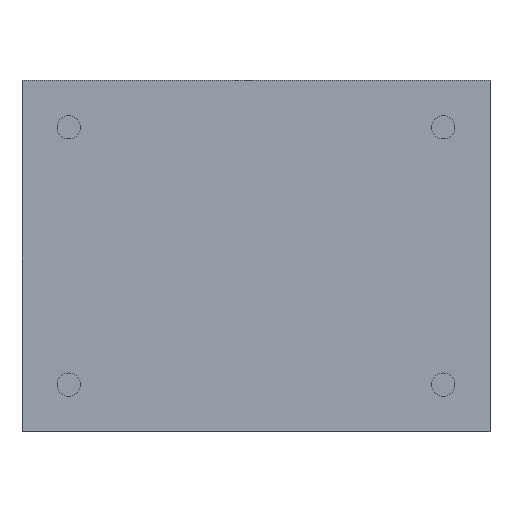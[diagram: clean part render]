
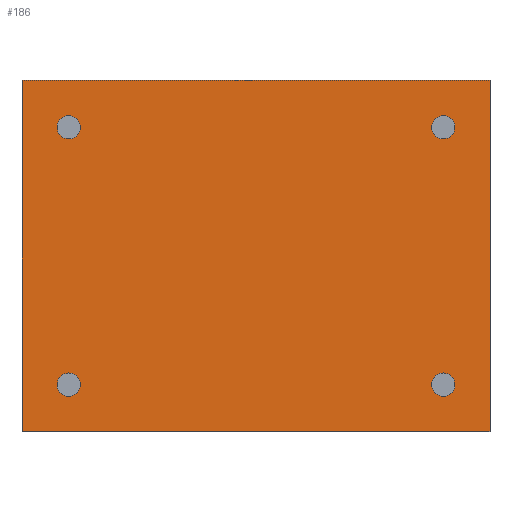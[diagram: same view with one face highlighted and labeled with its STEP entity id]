
A CAD part, top view. The second image highlights one B-rep face of the part: STEP entity #186.
In plain terms, the highlighted planar face has unit normal (0, 0, 1).
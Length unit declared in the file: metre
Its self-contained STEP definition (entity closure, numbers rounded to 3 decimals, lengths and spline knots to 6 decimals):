
#24=LINE('',#301,#36);
#25=LINE('',#304,#37);
#26=LINE('',#306,#38);
#27=LINE('',#308,#39);
#36=VECTOR('',#245,1.);
#37=VECTOR('',#246,1.);
#38=VECTOR('',#247,1.);
#39=VECTOR('',#248,1.);
#48=ORIENTED_EDGE('',*,*,#88,.T.);
#49=ORIENTED_EDGE('',*,*,#89,.F.);
#50=ORIENTED_EDGE('',*,*,#90,.F.);
#51=ORIENTED_EDGE('',*,*,#91,.F.);
#52=ORIENTED_EDGE('',*,*,#92,.T.);
#53=ORIENTED_EDGE('',*,*,#93,.T.);
#54=ORIENTED_EDGE('',*,*,#94,.F.);
#55=ORIENTED_EDGE('',*,*,#95,.T.);
#88=EDGE_CURVE('',#108,#108,#124,.T.);
#89=EDGE_CURVE('',#109,#109,#125,.T.);
#90=EDGE_CURVE('',#110,#110,#126,.T.);
#91=EDGE_CURVE('',#111,#112,#24,.T.);
#92=EDGE_CURVE('',#111,#113,#25,.T.);
#93=EDGE_CURVE('',#113,#114,#26,.T.);
#94=EDGE_CURVE('',#112,#114,#27,.T.);
#95=EDGE_CURVE('',#115,#115,#127,.T.);
#108=VERTEX_POINT('',#296);
#109=VERTEX_POINT('',#298);
#110=VERTEX_POINT('',#300);
#111=VERTEX_POINT('',#302);
#112=VERTEX_POINT('',#303);
#113=VERTEX_POINT('',#305);
#114=VERTEX_POINT('',#307);
#115=VERTEX_POINT('',#310);
#124=CIRCLE('',#214,0.005);
#125=CIRCLE('',#215,0.005);
#126=CIRCLE('',#216,0.005);
#127=CIRCLE('',#217,0.005);
#132=EDGE_LOOP('',(#48));
#133=EDGE_LOOP('',(#49));
#134=EDGE_LOOP('',(#50));
#135=EDGE_LOOP('',(#51,#52,#53,#54));
#136=EDGE_LOOP('',(#55));
#154=FACE_BOUND('',#132,.T.);
#155=FACE_BOUND('',#133,.T.);
#156=FACE_BOUND('',#134,.T.);
#157=FACE_BOUND('',#135,.T.);
#158=FACE_BOUND('',#136,.T.);
#176=PLANE('',#213);
#186=ADVANCED_FACE('',(#154,#155,#156,#157,#158),#176,.T.);
#213=AXIS2_PLACEMENT_3D('',#294,#237,#238);
#214=AXIS2_PLACEMENT_3D('',#295,#239,#240);
#215=AXIS2_PLACEMENT_3D('',#297,#241,#242);
#216=AXIS2_PLACEMENT_3D('',#299,#243,#244);
#217=AXIS2_PLACEMENT_3D('',#309,#249,#250);
#237=DIRECTION('',(0.,0.,1.));
#238=DIRECTION('',(1.,0.,0.));
#239=DIRECTION('',(0.,0.,-1.));
#240=DIRECTION('',(1.,0.,0.));
#241=DIRECTION('',(0.,0.,1.));
#242=DIRECTION('',(1.,0.,0.));
#243=DIRECTION('',(0.,0.,1.));
#244=DIRECTION('',(1.,0.,0.));
#245=DIRECTION('',(0.,1.,0.));
#246=DIRECTION('',(1.,0.,0.));
#247=DIRECTION('',(0.,1.,0.));
#248=DIRECTION('',(1.,0.,0.));
#249=DIRECTION('',(0.,0.,-1.));
#250=DIRECTION('',(1.,0.,0.));
#294=CARTESIAN_POINT('',(0.1,0.075,0.004));
#295=CARTESIAN_POINT('',(0.18,0.02,0.004));
#296=CARTESIAN_POINT('',(0.185,0.02,0.004));
#297=CARTESIAN_POINT('',(0.02,0.02,0.004));
#298=CARTESIAN_POINT('',(0.025,0.02,0.004));
#299=CARTESIAN_POINT('',(0.02,0.13,0.004));
#300=CARTESIAN_POINT('',(0.025,0.13,0.004));
#301=CARTESIAN_POINT('',(0.,0.075,0.004));
#302=CARTESIAN_POINT('',(0.,0.,0.004));
#303=CARTESIAN_POINT('',(0.,0.15,0.004));
#304=CARTESIAN_POINT('',(0.1,0.,0.004));
#305=CARTESIAN_POINT('',(0.2,0.,0.004));
#306=CARTESIAN_POINT('',(0.2,0.075,0.004));
#307=CARTESIAN_POINT('',(0.2,0.15,0.004));
#308=CARTESIAN_POINT('',(0.1,0.15,0.004));
#309=CARTESIAN_POINT('',(0.18,0.13,0.004));
#310=CARTESIAN_POINT('',(0.185,0.13,0.004));
